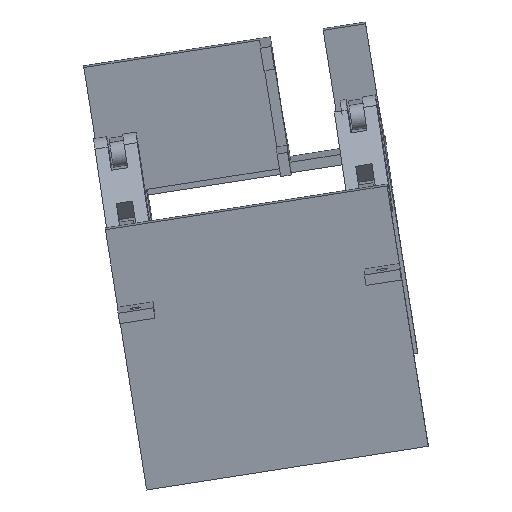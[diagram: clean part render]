
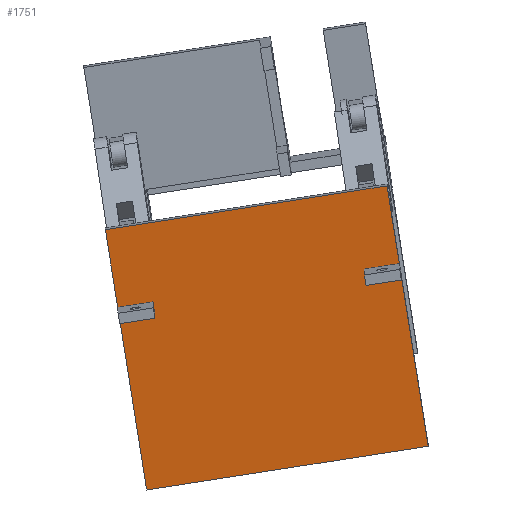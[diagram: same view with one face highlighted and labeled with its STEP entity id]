
A CAD part, left-side view. The second image highlights one B-rep face of the part: STEP entity #1751.
In plain terms, the highlighted face is planar.
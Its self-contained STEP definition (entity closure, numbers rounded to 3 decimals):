
#1530=CARTESIAN_POINT('Vertex',(-1.5,-40.,20.443)) ;
#1537=CARTESIAN_POINT('Vertex',(-1.5,-30.,20.443)) ;
#1540=CARTESIAN_POINT('Line Origine',(-1.5,-35.,20.443)) ;
#1575=CARTESIAN_POINT('Line Origine',(-1.5,-30.,21.943)) ;
#1579=CARTESIAN_POINT('Vertex',(-1.5,-30.,23.443)) ;
#1603=CARTESIAN_POINT('Vertex',(-1.5,-40.,23.443)) ;
#1606=CARTESIAN_POINT('Line Origine',(-1.5,-35.,23.443)) ;
#1641=CARTESIAN_POINT('Line Origine',(-1.5,-40.,-4.363)) ;
#1645=CARTESIAN_POINT('Vertex',(-1.5,-40.,-29.169)) ;
#1666=CARTESIAN_POINT('Vertex',(-1.5,-40.,45.831)) ;
#1669=CARTESIAN_POINT('Line Origine',(-1.5,-40.,34.637)) ;
#1685=CARTESIAN_POINT('Axis2P3D Location',(-1.5,0.,0.)) ;
#1690=CARTESIAN_POINT('Line Origine',(-1.5,0.,45.831)) ;
#1694=CARTESIAN_POINT('Vertex',(-1.5,40.,45.831)) ;
#1697=CARTESIAN_POINT('Line Origine',(-1.5,40.,34.637)) ;
#1701=CARTESIAN_POINT('Vertex',(-1.5,40.,23.443)) ;
#1704=CARTESIAN_POINT('Line Origine',(-1.5,35.,23.443)) ;
#1708=CARTESIAN_POINT('Vertex',(-1.5,30.,23.443)) ;
#1711=CARTESIAN_POINT('Line Origine',(-1.5,30.,21.943)) ;
#1715=CARTESIAN_POINT('Vertex',(-1.5,30.,20.443)) ;
#1718=CARTESIAN_POINT('Line Origine',(-1.5,35.,20.443)) ;
#1722=CARTESIAN_POINT('Vertex',(-1.5,40.,20.443)) ;
#1725=CARTESIAN_POINT('Line Origine',(-1.5,40.,-4.363)) ;
#1729=CARTESIAN_POINT('Vertex',(-1.5,40.,-29.169)) ;
#1732=CARTESIAN_POINT('Line Origine',(-1.5,0.,-29.169)) ;
#1541=DIRECTION('Vector Direction',(0.,-1.,0.)) ;
#1576=DIRECTION('Vector Direction',(0.,0.,-1.)) ;
#1607=DIRECTION('Vector Direction',(0.,-1.,0.)) ;
#1642=DIRECTION('Vector Direction',(0.,0.,1.)) ;
#1670=DIRECTION('Vector Direction',(0.,0.,1.)) ;
#1686=DIRECTION('Axis2P3D Direction',(1.,0.,0.)) ;
#1687=DIRECTION('Axis2P3D XDirection',(0.,1.,0.)) ;
#1691=DIRECTION('Vector Direction',(0.,1.,0.)) ;
#1698=DIRECTION('Vector Direction',(0.,0.,-1.)) ;
#1705=DIRECTION('Vector Direction',(0.,1.,0.)) ;
#1712=DIRECTION('Vector Direction',(0.,0.,-1.)) ;
#1719=DIRECTION('Vector Direction',(0.,1.,0.)) ;
#1726=DIRECTION('Vector Direction',(0.,0.,-1.)) ;
#1733=DIRECTION('Vector Direction',(0.,-1.,0.)) ;
#1688=AXIS2_PLACEMENT_3D('Plane Axis2P3D',#1685,#1686,#1687) ;
#1738=ORIENTED_EDGE('',*,*,#1544,.F.) ;
#1739=ORIENTED_EDGE('',*,*,#1581,.F.) ;
#1740=ORIENTED_EDGE('',*,*,#1610,.T.) ;
#1741=ORIENTED_EDGE('',*,*,#1673,.F.) ;
#1742=ORIENTED_EDGE('',*,*,#1696,.F.) ;
#1743=ORIENTED_EDGE('',*,*,#1703,.F.) ;
#1744=ORIENTED_EDGE('',*,*,#1710,.F.) ;
#1745=ORIENTED_EDGE('',*,*,#1717,.T.) ;
#1746=ORIENTED_EDGE('',*,*,#1724,.T.) ;
#1747=ORIENTED_EDGE('',*,*,#1731,.F.) ;
#1748=ORIENTED_EDGE('',*,*,#1736,.F.) ;
#1749=ORIENTED_EDGE('',*,*,#1647,.F.) ;
#1542=VECTOR('Line Direction',#1541,1.) ;
#1577=VECTOR('Line Direction',#1576,1.) ;
#1608=VECTOR('Line Direction',#1607,1.) ;
#1643=VECTOR('Line Direction',#1642,1.) ;
#1671=VECTOR('Line Direction',#1670,1.) ;
#1692=VECTOR('Line Direction',#1691,1.) ;
#1699=VECTOR('Line Direction',#1698,1.) ;
#1706=VECTOR('Line Direction',#1705,1.) ;
#1713=VECTOR('Line Direction',#1712,1.) ;
#1720=VECTOR('Line Direction',#1719,1.) ;
#1727=VECTOR('Line Direction',#1726,1.) ;
#1734=VECTOR('Line Direction',#1733,1.) ;
#1751=ADVANCED_FACE('Corps principal',(#1750),#1689,.F.) ;
#1544=EDGE_CURVE('',#1538,#1531,#1543,.T.) ;
#1581=EDGE_CURVE('',#1580,#1538,#1578,.T.) ;
#1610=EDGE_CURVE('',#1580,#1604,#1609,.T.) ;
#1647=EDGE_CURVE('',#1531,#1646,#1644,.F.) ;
#1673=EDGE_CURVE('',#1667,#1604,#1672,.F.) ;
#1696=EDGE_CURVE('',#1695,#1667,#1693,.F.) ;
#1703=EDGE_CURVE('',#1702,#1695,#1700,.F.) ;
#1710=EDGE_CURVE('',#1709,#1702,#1707,.T.) ;
#1717=EDGE_CURVE('',#1709,#1716,#1714,.T.) ;
#1724=EDGE_CURVE('',#1716,#1723,#1721,.T.) ;
#1731=EDGE_CURVE('',#1730,#1723,#1728,.F.) ;
#1736=EDGE_CURVE('',#1646,#1730,#1735,.F.) ;
#1737=EDGE_LOOP('',(#1738,#1739,#1740,#1741,#1742,#1743,#1744,#1745,#1746,#1747,#1748,#1749)) ;
#1750=FACE_OUTER_BOUND('',#1737,.T.) ;
#1543=LINE('Line',#1540,#1542) ;
#1578=LINE('Line',#1575,#1577) ;
#1609=LINE('Line',#1606,#1608) ;
#1644=LINE('Line',#1641,#1643) ;
#1672=LINE('Line',#1669,#1671) ;
#1693=LINE('Line',#1690,#1692) ;
#1700=LINE('Line',#1697,#1699) ;
#1707=LINE('Line',#1704,#1706) ;
#1714=LINE('Line',#1711,#1713) ;
#1721=LINE('Line',#1718,#1720) ;
#1728=LINE('Line',#1725,#1727) ;
#1735=LINE('Line',#1732,#1734) ;
#1689=PLANE('',#1688) ;
#1531=VERTEX_POINT('',#1530) ;
#1538=VERTEX_POINT('',#1537) ;
#1580=VERTEX_POINT('',#1579) ;
#1604=VERTEX_POINT('',#1603) ;
#1646=VERTEX_POINT('',#1645) ;
#1667=VERTEX_POINT('',#1666) ;
#1695=VERTEX_POINT('',#1694) ;
#1702=VERTEX_POINT('',#1701) ;
#1709=VERTEX_POINT('',#1708) ;
#1716=VERTEX_POINT('',#1715) ;
#1723=VERTEX_POINT('',#1722) ;
#1730=VERTEX_POINT('',#1729) ;
